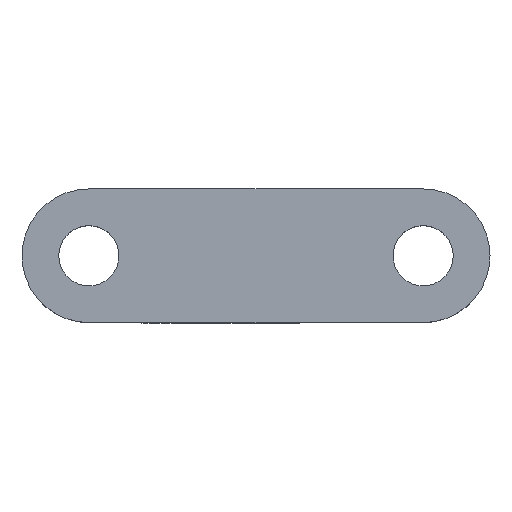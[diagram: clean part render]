
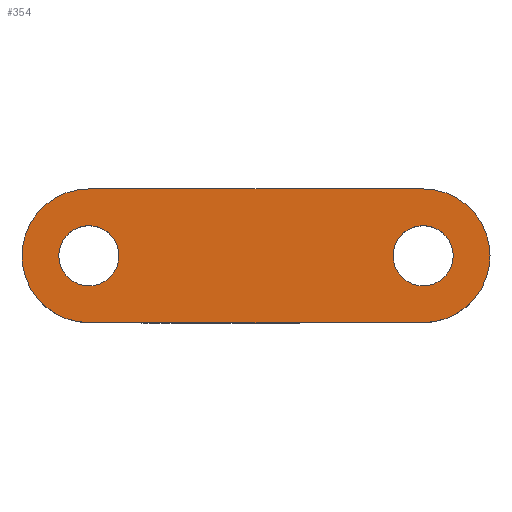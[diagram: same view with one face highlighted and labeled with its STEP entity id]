
A CAD part, top view. The second image highlights one B-rep face of the part: STEP entity #354.
In plain terms, the highlighted planar face has unit normal (0, 0, 1).
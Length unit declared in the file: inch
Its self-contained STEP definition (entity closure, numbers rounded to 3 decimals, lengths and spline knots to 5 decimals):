
#21=FACE_BOUND('',#73,.T.);
#22=FACE_BOUND('',#74,.T.);
#30=PLANE('',#406);
#48=FACE_OUTER_BOUND('',#72,.T.);
#72=EDGE_LOOP('',(#321,#322,#323,#324));
#73=EDGE_LOOP('',(#325));
#74=EDGE_LOOP('',(#326));
#99=LINE('',#603,#127);
#102=LINE('',#610,#130);
#127=VECTOR('',#501,0.3937);
#130=VECTOR('',#510,0.3937);
#147=CIRCLE('',#397,0.09);
#148=CIRCLE('',#399,0.09);
#149=CIRCLE('',#401,0.2);
#150=CIRCLE('',#404,0.2);
#177=VERTEX_POINT('',#588);
#178=VERTEX_POINT('',#592);
#179=VERTEX_POINT('',#596);
#180=VERTEX_POINT('',#598);
#181=VERTEX_POINT('',#602);
#182=VERTEX_POINT('',#606);
#219=EDGE_CURVE('',#177,#177,#147,.T.);
#221=EDGE_CURVE('',#178,#178,#148,.T.);
#224=EDGE_CURVE('',#180,#179,#149,.T.);
#226=EDGE_CURVE('',#181,#180,#99,.T.);
#228=EDGE_CURVE('',#182,#181,#150,.T.);
#230=EDGE_CURVE('',#179,#182,#102,.T.);
#321=ORIENTED_EDGE('',*,*,#230,.T.);
#322=ORIENTED_EDGE('',*,*,#228,.T.);
#323=ORIENTED_EDGE('',*,*,#226,.T.);
#324=ORIENTED_EDGE('',*,*,#224,.T.);
#325=ORIENTED_EDGE('',*,*,#221,.T.);
#326=ORIENTED_EDGE('',*,*,#219,.T.);
#354=ADVANCED_FACE('',(#48,#21,#22),#30,.T.);
#397=AXIS2_PLACEMENT_3D('',#589,#485,#486);
#399=AXIS2_PLACEMENT_3D('',#593,#490,#491);
#401=AXIS2_PLACEMENT_3D('',#599,#496,#497);
#404=AXIS2_PLACEMENT_3D('',#607,#505,#506);
#406=AXIS2_PLACEMENT_3D('',#611,#511,#512);
#485=DIRECTION('center_axis',(0.,0.,-1.));
#486=DIRECTION('ref_axis',(1.,0.,0.));
#490=DIRECTION('center_axis',(0.,0.,-1.));
#491=DIRECTION('ref_axis',(1.,0.,0.));
#496=DIRECTION('center_axis',(0.,0.,1.));
#497=DIRECTION('ref_axis',(1.,0.,0.));
#501=DIRECTION('',(1.,0.,0.));
#505=DIRECTION('center_axis',(0.,0.,1.));
#506=DIRECTION('ref_axis',(1.,0.,0.));
#510=DIRECTION('',(-1.,0.,0.));
#511=DIRECTION('center_axis',(0.,0.,1.));
#512=DIRECTION('ref_axis',(1.,0.,0.));
#588=CARTESIAN_POINT('',(0.91,0.,0.2));
#589=CARTESIAN_POINT('Origin',(1.,0.,0.2));
#592=CARTESIAN_POINT('',(-0.09,0.,0.2));
#593=CARTESIAN_POINT('Origin',(0.,0.,0.2));
#596=CARTESIAN_POINT('',(1.,0.2,0.2));
#598=CARTESIAN_POINT('',(1.,-0.2,0.2));
#599=CARTESIAN_POINT('Origin',(1.,0.,0.2));
#602=CARTESIAN_POINT('',(0.,-0.2,0.2));
#603=CARTESIAN_POINT('',(0.,-0.2,0.2));
#606=CARTESIAN_POINT('',(0.,0.2,0.2));
#607=CARTESIAN_POINT('Origin',(0.,0.,0.2));
#610=CARTESIAN_POINT('',(1.,0.2,0.2));
#611=CARTESIAN_POINT('Origin',(0.5,0.,0.2));
